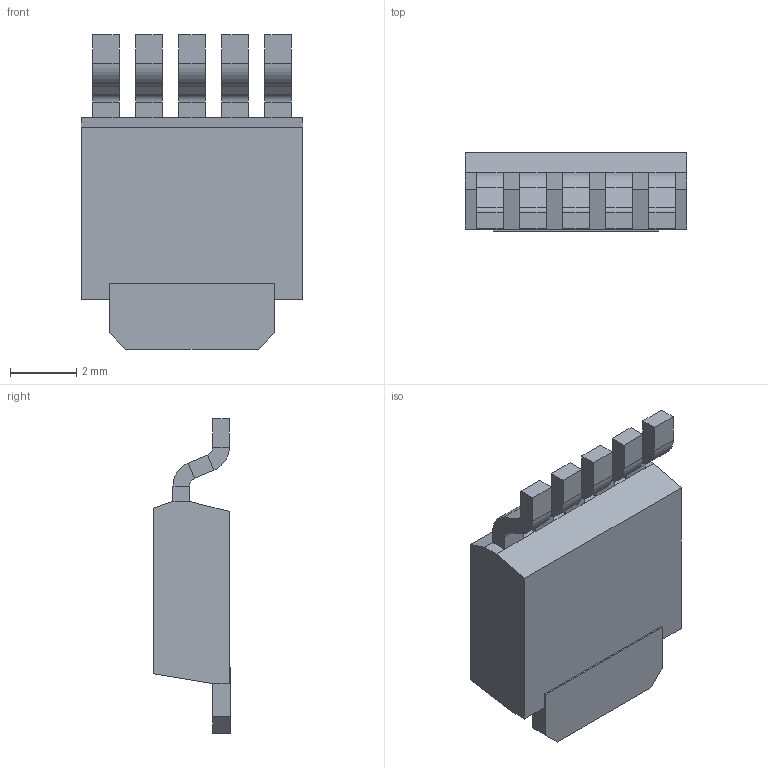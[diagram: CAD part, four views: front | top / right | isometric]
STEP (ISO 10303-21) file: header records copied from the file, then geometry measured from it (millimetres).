
FILE_DESCRIPTION (( 'STEP AP214' ), '1' );
FILE_NAME ('TO-252-5L.STEP', '2019-04-06T13:22:23', ( '' ), ( '' ), 'SwSTEP 2.0', 'SolidWorks 2018', '' );
FILE_SCHEMA (( 'AUTOMOTIVE_DESIGN' ));
Length unit declared in the file: millimetre
Products named in the file (1): TO-252-5L
Bounding box: 6.7 x 2.35 x 9.5 mm (x, y, z)
Volume: 91.7 mm3; surface area: 181.3 mm2
Topology: 1 solids, 1 shells, 128 faces, 276 edges, 150 vertices
Faces by surface type: plane 108, cylinder 20
Entity records: 4746 total; most frequent: DIRECTION 574, CARTESIAN_POINT 555, ORIENTED_EDGE 552, EDGE_CURVE 276, VECTOR 236, LINE 236, AXIS2_PLACEMENT_3D 169, VERTEX_POINT 150
